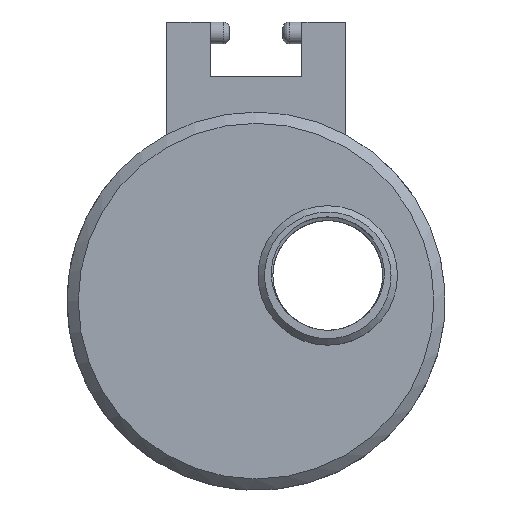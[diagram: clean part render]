
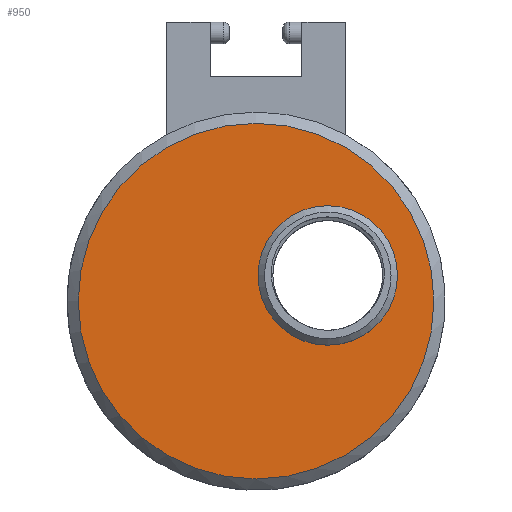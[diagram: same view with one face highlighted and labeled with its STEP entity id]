
A CAD part, top view. The second image highlights one B-rep face of the part: STEP entity #950.
In plain terms, the highlighted planar face has unit normal (0, 0, 1).
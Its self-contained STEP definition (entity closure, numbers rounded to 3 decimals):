
#25=FACE_BOUND('',#143,.T.);
#36=PLANE('',#1045);
#86=FACE_OUTER_BOUND('',#142,.T.);
#142=EDGE_LOOP('',(#818));
#143=EDGE_LOOP('',(#819));
#163=CIRCLE('',#1007,10.875);
#178=CIRCLE('',#1041,27.75);
#405=VERTEX_POINT('',#2855);
#439=VERTEX_POINT('',#4188);
#518=EDGE_CURVE('',#405,#405,#163,.T.);
#571=EDGE_CURVE('',#439,#439,#178,.T.);
#818=ORIENTED_EDGE('',*,*,#571,.F.);
#819=ORIENTED_EDGE('',*,*,#518,.T.);
#950=ADVANCED_FACE('',(#86,#25),#36,.T.);
#1007=AXIS2_PLACEMENT_3D('',#2857,#1148,#1149);
#1041=AXIS2_PLACEMENT_3D('',#4189,#1244,#1245);
#1045=AXIS2_PLACEMENT_3D('',#4196,#1253,#1254);
#1148=DIRECTION('center_axis',(0.,0.,-1.));
#1149=DIRECTION('ref_axis',(1.,0.,0.));
#1244=DIRECTION('center_axis',(0.,0.,-1.));
#1245=DIRECTION('ref_axis',(1.,0.,0.));
#1253=DIRECTION('center_axis',(0.,0.,1.));
#1254=DIRECTION('ref_axis',(1.,0.,0.));
#2855=CARTESIAN_POINT('',(0.307,-37.854,3.9));
#2857=CARTESIAN_POINT('Origin',(11.182,-37.854,3.9));
#4188=CARTESIAN_POINT('',(-27.75,-41.854,3.9));
#4189=CARTESIAN_POINT('Origin',(0.,-41.854,
3.9));
#4196=CARTESIAN_POINT('Origin',(0.,-41.854,
3.9));
